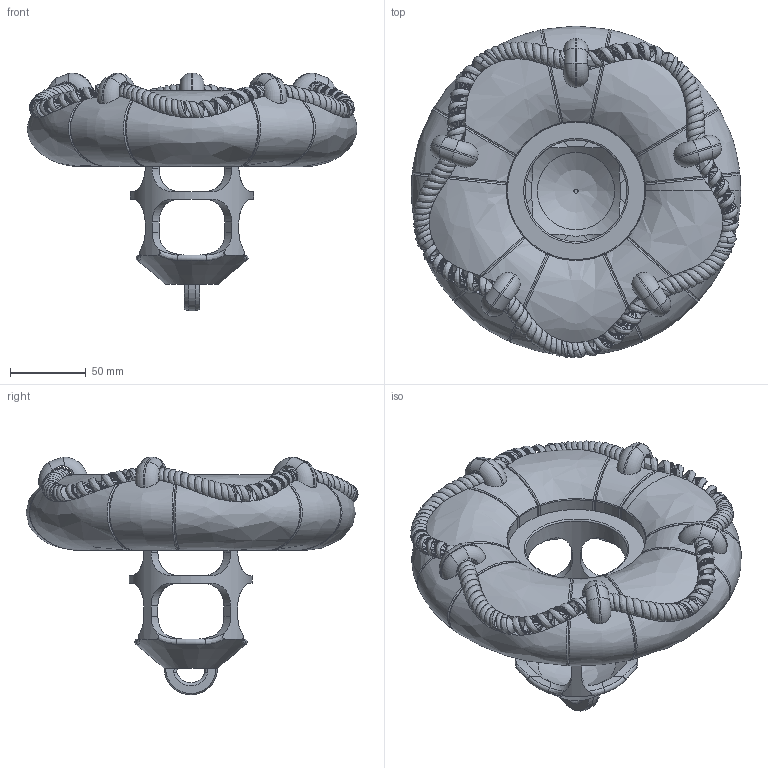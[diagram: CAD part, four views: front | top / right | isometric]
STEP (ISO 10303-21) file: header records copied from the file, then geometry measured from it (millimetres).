
FILE_DESCRIPTION(/* description */ (''),/* implementation_level */ '2;1');
FILE_NAME(/* name */ 'S.S Refreshment floaty v7.step',/* time_stamp */ '2021-08-21T15:03:04-07:00',/* author */ (''),/* organization */ (''),/* preprocessor_version */ 'ST-DEVELOPER v18.1',/* originating_system */ 'Autodesk Translation Framework v10.9.0.1377',/* authorisation */ '');
FILE_SCHEMA (('AUTOMOTIVE_DESIGN { 1 0 10303 214 3 1 1 }'));
Products named in the file (5): S.S Refreshment floaty; White; Red; Rope; Cup Holder
Assembly tree (4 placements, depth 2):
  S.S Refreshment floaty
    White
    Red
    Rope
    Cup Holder
Bounding box: 216.98 x 218.51 x 156.62 mm (x, y, z)
Volume: 1380486.8 mm3; surface area: 291511.1 mm2
Topology: 17 solids, 22 shells, 556 faces, 1517 edges, 983 vertices
Faces by surface type: bspline 222, plane 136, cylinder 132, torus 42, sphere 20, cone 4
Full cylindrical faces by diameter (mm): 67 x1, 81 x1, 90.5 x1
Entity records: 177691 total; most frequent: CARTESIAN_POINT 165534, ORIENTED_EDGE 3016, DIRECTION 1710, EDGE_CURVE 1508, VERTEX_POINT 984, B_SPLINE_CURVE_WITH_KNOTS 872, AXIS2_PLACEMENT_3D 730, EDGE_LOOP 564
